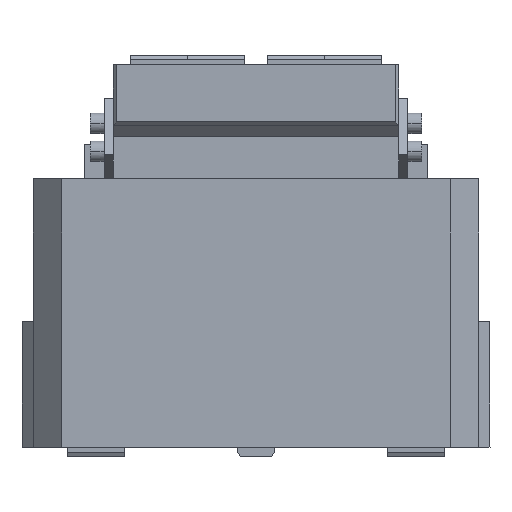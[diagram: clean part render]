
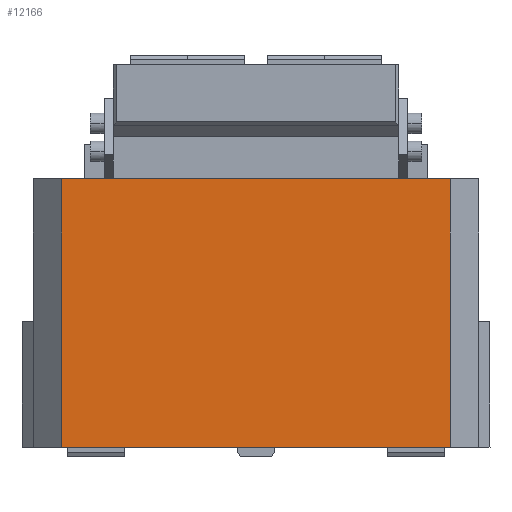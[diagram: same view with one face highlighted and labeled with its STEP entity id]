
A CAD part, left-side view. The second image highlights one B-rep face of the part: STEP entity #12166.
In plain terms, the highlighted planar face has unit normal (-1, 0, 0).
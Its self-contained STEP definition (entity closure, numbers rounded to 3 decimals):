
#9908=CARTESIAN_POINT('Line Origine',(0.,0.,0.)) ;
#9912=CARTESIAN_POINT('Vertex',(0.,170.,0.)) ;
#9914=CARTESIAN_POINT('Vertex',(0.,-170.,0.)) ;
#11037=CARTESIAN_POINT('Vertex',(0.,170.,235.)) ;
#11040=CARTESIAN_POINT('Line Origine',(0.,0.,235.)) ;
#11044=CARTESIAN_POINT('Vertex',(0.,-170.,235.)) ;
#12110=CARTESIAN_POINT('Line Origine',(0.,-170.,117.5)) ;
#12150=CARTESIAN_POINT('Axis2P3D Location',(0.,0.,235.)) ;
#12155=CARTESIAN_POINT('Line Origine',(0.,170.,117.5)) ;
#9909=DIRECTION('Vector Direction',(0.,-1.,0.)) ;
#11041=DIRECTION('Vector Direction',(0.,1.,0.)) ;
#12111=DIRECTION('Vector Direction',(0.,0.,-1.)) ;
#12151=DIRECTION('Axis2P3D Direction',(-1.,0.,0.)) ;
#12152=DIRECTION('Axis2P3D XDirection',(0.,-1.,0.)) ;
#12156=DIRECTION('Vector Direction',(0.,0.,1.)) ;
#12153=AXIS2_PLACEMENT_3D('Plane Axis2P3D',#12150,#12151,#12152) ;
#12161=ORIENTED_EDGE('',*,*,#12114,.F.) ;
#12162=ORIENTED_EDGE('',*,*,#11046,.T.) ;
#12163=ORIENTED_EDGE('',*,*,#12159,.F.) ;
#12164=ORIENTED_EDGE('',*,*,#9916,.T.) ;
#9910=VECTOR('Line Direction',#9909,1.) ;
#11042=VECTOR('Line Direction',#11041,1.) ;
#12112=VECTOR('Line Direction',#12111,1.) ;
#12157=VECTOR('Line Direction',#12156,1.) ;
#12166=ADVANCED_FACE('CAM HOLDER',(#12165),#12154,.T.) ;
#9916=EDGE_CURVE('',#9913,#9915,#9911,.T.) ;
#11046=EDGE_CURVE('',#11045,#11038,#11043,.T.) ;
#12114=EDGE_CURVE('',#11045,#9915,#12113,.T.) ;
#12159=EDGE_CURVE('',#9913,#11038,#12158,.T.) ;
#12160=EDGE_LOOP('',(#12161,#12162,#12163,#12164)) ;
#12165=FACE_OUTER_BOUND('',#12160,.T.) ;
#9911=LINE('Line',#9908,#9910) ;
#11043=LINE('Line',#11040,#11042) ;
#12113=LINE('Line',#12110,#12112) ;
#12158=LINE('Line',#12155,#12157) ;
#12154=PLANE('Plane',#12153) ;
#9913=VERTEX_POINT('',#9912) ;
#9915=VERTEX_POINT('',#9914) ;
#11038=VERTEX_POINT('',#11037) ;
#11045=VERTEX_POINT('',#11044) ;
